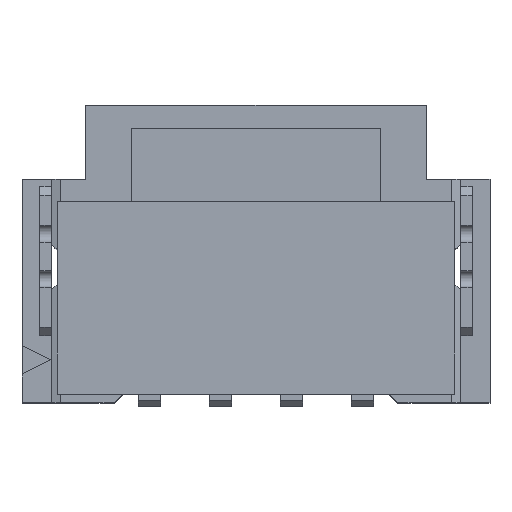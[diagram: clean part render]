
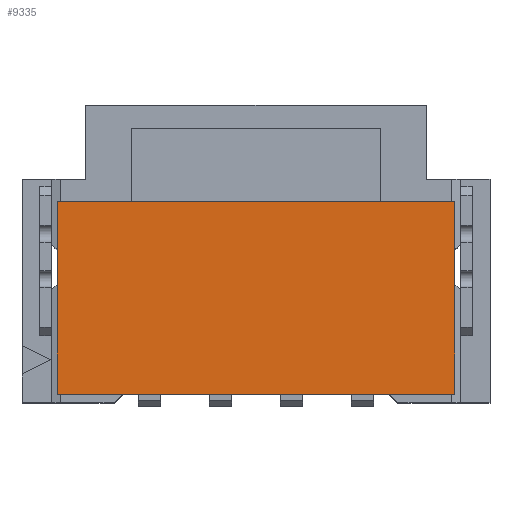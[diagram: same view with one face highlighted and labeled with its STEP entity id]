
A CAD part, top view. The second image highlights one B-rep face of the part: STEP entity #9335.
In plain terms, the highlighted planar face has unit normal (0, 0, 1).
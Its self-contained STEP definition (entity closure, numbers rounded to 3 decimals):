
#9220=DIRECTION('',(0.,-1.,0.));
#9221=VECTOR('',#9220,3.4);
#9222=CARTESIAN_POINT('',(-3.5,0.93,2.33));
#9223=LINE('',#9222,#9221);
#9224=DIRECTION('',(-1.,0.,0.));
#9225=VECTOR('',#9224,7.);
#9226=CARTESIAN_POINT('',(3.5,0.93,2.33));
#9227=LINE('',#9226,#9225);
#9228=DIRECTION('',(0.,1.,0.));
#9229=VECTOR('',#9228,3.4);
#9230=CARTESIAN_POINT('',(3.5,-2.47,2.33));
#9231=LINE('',#9230,#9229);
#9232=DIRECTION('',(1.,0.,0.));
#9233=VECTOR('',#9232,7.);
#9234=CARTESIAN_POINT('',(-3.5,-2.47,2.33));
#9235=LINE('',#9234,#9233);
#9244=CARTESIAN_POINT('',(-3.5,0.93,2.33));
#9245=CARTESIAN_POINT('',(-3.5,-2.47,2.33));
#9246=VERTEX_POINT('',#9244);
#9247=VERTEX_POINT('',#9245);
#9248=CARTESIAN_POINT('',(3.5,-2.47,2.33));
#9249=VERTEX_POINT('',#9248);
#9250=CARTESIAN_POINT('',(3.5,0.93,2.33));
#9251=VERTEX_POINT('',#9250);
#9324=CARTESIAN_POINT('',(0.,0.,2.33));
#9325=DIRECTION('',(0.,0.,1.));
#9326=DIRECTION('',(1.,0.,0.));
#9327=AXIS2_PLACEMENT_3D('',#9324,#9325,#9326);
#9328=PLANE('',#9327);
#9329=ORIENTED_EDGE('',*,*,#9276,.F.);
#9330=ORIENTED_EDGE('',*,*,#9291,.F.);
#9331=ORIENTED_EDGE('',*,*,#9305,.F.);
#9332=ORIENTED_EDGE('',*,*,#9318,.F.);
#9333=EDGE_LOOP('',(#9329,#9330,#9331,#9332));
#9334=FACE_OUTER_BOUND('',#9333,.F.);
#9335=ADVANCED_FACE('',(#9334),#9328,.T.);
#9276=EDGE_CURVE('',#9246,#9247,#9223,.T.);
#9291=EDGE_CURVE('',#9251,#9246,#9227,.T.);
#9305=EDGE_CURVE('',#9249,#9251,#9231,.T.);
#9318=EDGE_CURVE('',#9247,#9249,#9235,.T.);
